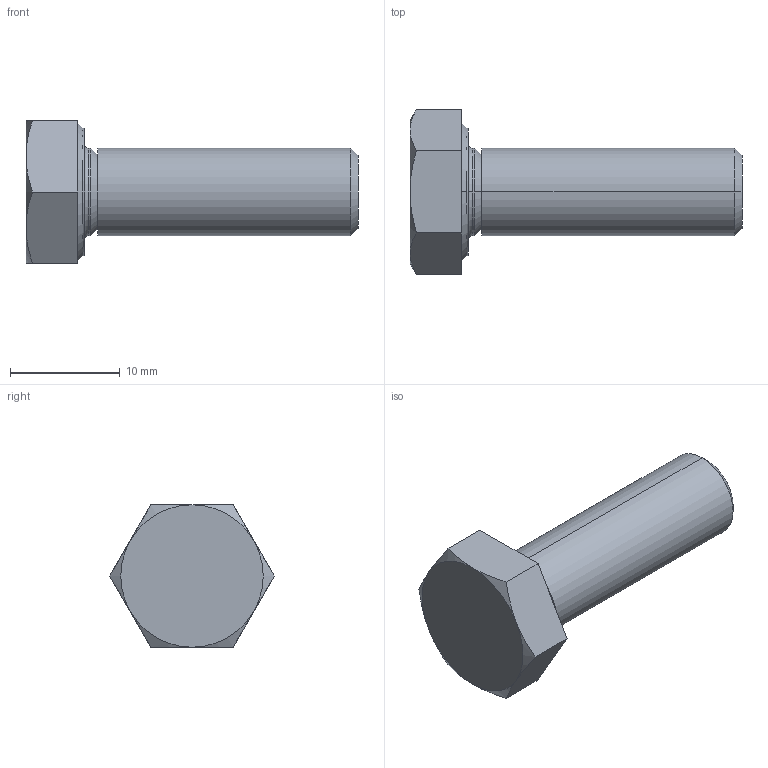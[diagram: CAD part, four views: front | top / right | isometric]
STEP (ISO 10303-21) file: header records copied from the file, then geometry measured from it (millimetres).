
FILE_DESCRIPTION (( 'STEP AP214' ), '1' );
FILE_NAME ('Bolt DIN 933 M8x25.STEP', '2016-03-10T10:55:54', ( '' ), ( '' ), 'SwSTEP 2.0', 'SolidWorks 2016', '' );
FILE_SCHEMA (( 'AUTOMOTIVE_DESIGN' ));
Length unit declared in the file: millimetre
Products named in the file (1): Bolt DIN 933 M8x25
Bounding box: 30.3 x 15.01 x 13 mm (x, y, z)
Volume: 2000.3 mm3; surface area: 1143.1 mm2
Topology: 1 solids, 1 shells, 31 faces, 64 edges, 38 vertices
Faces by surface type: cone 12, plane 11, cylinder 6, torus 2
Entity records: 892 total; most frequent: CARTESIAN_POINT 202, DIRECTION 144, ORIENTED_EDGE 128, EDGE_CURVE 64, AXIS2_PLACEMENT_3D 60, VERTEX_POINT 38, EDGE_LOOP 34, ADVANCED_FACE 31
